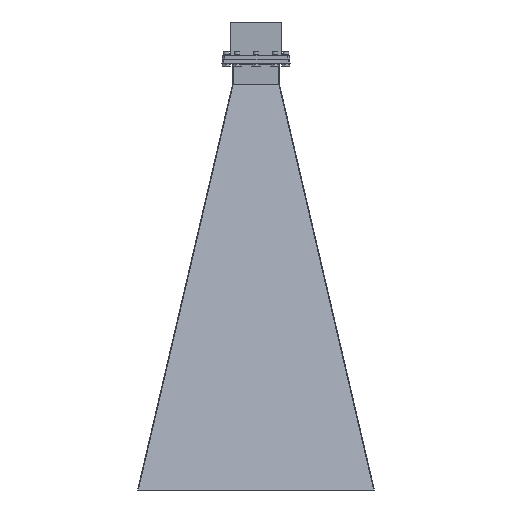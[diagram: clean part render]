
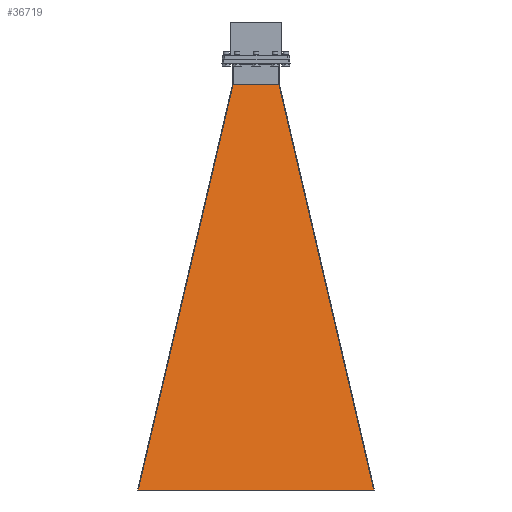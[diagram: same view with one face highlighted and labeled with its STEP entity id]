
A CAD part, front view. The second image highlights one B-rep face of the part: STEP entity #36719.
In plain terms, the highlighted planar face has unit normal (0, -0.984, 0.18).
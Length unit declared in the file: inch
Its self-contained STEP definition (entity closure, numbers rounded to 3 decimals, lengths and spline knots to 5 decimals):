
#368 = ORIENTED_EDGE ( 'NONE', *, *, #4522, .T. ) ;
#487 = CARTESIAN_POINT ( 'NONE',  ( -2.212, -1.137, -2.375 ) ) ;
#3247 = CARTESIAN_POINT ( 'NONE',  ( -0.73733, -1.137, -2.375 ) ) ;
#3580 = VECTOR ( 'NONE', #26682, 39.37008 ) ;
#4522 = EDGE_CURVE ( 'NONE', #6832, #9854, #36173, .T. ) ;
#5075 = LINE ( 'NONE', #34277, #17181 ) ;
#6820 = AXIS2_PLACEMENT_3D ( 'NONE', #33093, #10006, #15900 ) ;
#6832 = VERTEX_POINT ( 'NONE', #8608 ) ;
#7740 = EDGE_CURVE ( 'NONE', #22468, #30504, #13914, .T. ) ;
#8608 = CARTESIAN_POINT ( 'NONE',  ( 11.125, -8.1, -40.5 ) ) ;
#9854 = VERTEX_POINT ( 'NONE', #22427 ) ;
#10006 = DIRECTION ( 'NONE',  ( 0., -0.984, 0.18 ) ) ;
#10211 = ORIENTED_EDGE ( 'NONE', *, *, #7740, .F. ) ;
#10604 = CARTESIAN_POINT ( 'NONE',  ( 11.125, -8.1, -40.5 ) ) ;
#10977 = DIRECTION ( 'NONE',  ( -0.224, 0.175, 0.959 ) ) ;
#10998 = ORIENTED_EDGE ( 'NONE', *, *, #14400, .T. ) ;
#13031 = PLANE ( 'NONE',  #6820 ) ;
#13777 = VECTOR ( 'NONE', #10977, 39.37008 ) ;
#13914 = LINE ( 'NONE', #24396, #3580 ) ;
#14400 = EDGE_CURVE ( 'NONE', #9854, #30504, #36082, .T. ) ;
#15746 = EDGE_LOOP ( 'NONE', ( #368, #10998, #10211, #34520 ) ) ;
#15900 = DIRECTION ( 'NONE',  ( 0., -0.18, -0.984 ) ) ;
#17181 = VECTOR ( 'NONE', #22582, 39.37008 ) ;
#17475 = FACE_OUTER_BOUND ( 'NONE', #15746, .T. ) ;
#19549 = CARTESIAN_POINT ( 'NONE',  ( -2.212, -1.137, -2.375 ) ) ;
#22427 = CARTESIAN_POINT ( 'NONE',  ( 2.212, -1.137, -2.375 ) ) ;
#22468 = VERTEX_POINT ( 'NONE', #36862 ) ;
#22582 = DIRECTION ( 'NONE',  ( 1., 0., 0. ) ) ;
#24396 = CARTESIAN_POINT ( 'NONE',  ( -11.125, -8.1, -40.5 ) ) ;
#26682 = DIRECTION ( 'NONE',  ( 0.224, 0.175, 0.959 ) ) ;
#29530 = EDGE_CURVE ( 'NONE', #22468, #6832, #5075, .T. ) ;
#30504 = VERTEX_POINT ( 'NONE', #19549 ) ;
#33093 = CARTESIAN_POINT ( 'NONE',  ( 0., -0.68054, 0.12429 ) ) ;
#34231 = CARTESIAN_POINT ( 'NONE',  ( 2.212, -1.137, -2.375 ) ) ;
#34277 = CARTESIAN_POINT ( 'NONE',  ( -11.125, -8.1, -40.5 ) ) ;
#34520 = ORIENTED_EDGE ( 'NONE', *, *, #29530, .T. ) ;
#34838 = CARTESIAN_POINT ( 'NONE',  ( 0.73733, -1.137, -2.375 ) ) ;
#36082 = B_SPLINE_CURVE_WITH_KNOTS ( 'NONE', 3,
 ( #34231, #34838, #3247, #487 ),
 .UNSPECIFIED., .F., .F.,
 ( 4, 4 ),
 ( 0., 1. ),
 .UNSPECIFIED. ) ;
#36173 = LINE ( 'NONE', #10604, #13777 ) ;
#36719 = ADVANCED_FACE ( 'NONE', ( #17475 ), #13031, .T. ) ;
#36862 = CARTESIAN_POINT ( 'NONE',  ( -11.125, -8.1, -40.5 ) ) ;
